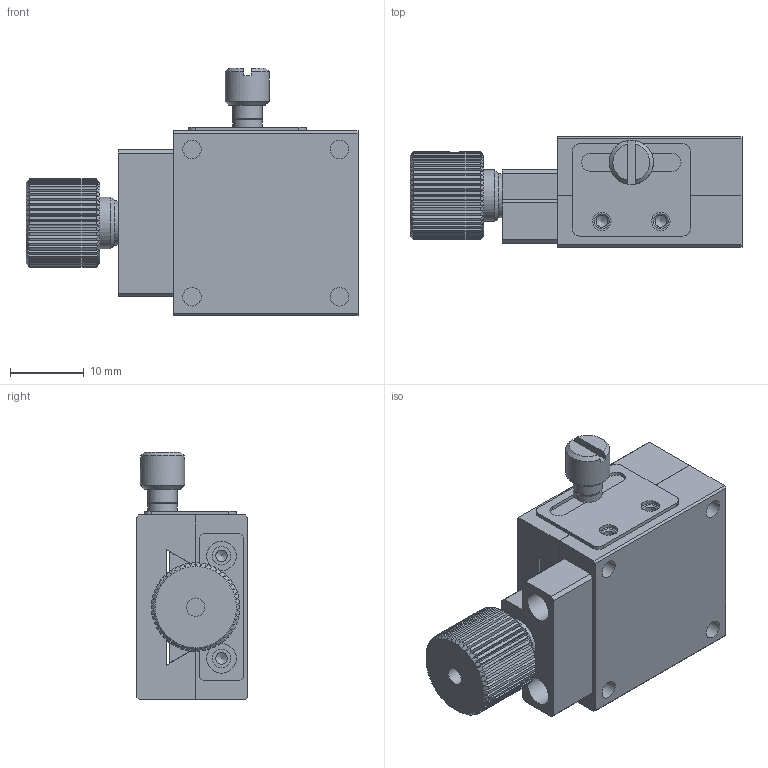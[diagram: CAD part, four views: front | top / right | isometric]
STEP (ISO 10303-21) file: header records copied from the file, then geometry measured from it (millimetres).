
FILE_DESCRIPTION (( 'STEP AP203' ), '1' );
FILE_NAME ('528759.STEP', '2024-10-15T01:17:18', ( 'Windows User' ), ( 'P R C' ), 'SwSTEP 2.0', 'SolidWorks 2020', '' );
FILE_SCHEMA (( 'CONFIG_CONTROL_DESIGN' ));
Length unit declared in the file: millimetre
Products named in the file (1): 528759
Bounding box: 45 x 15 x 33.56 mm (x, y, z)
Volume: 10234 mm3; surface area: 8473.8 mm2
Topology: 3 solids, 4 shells, 460 faces, 1052 edges, 627 vertices
Faces by surface type: plane 198, cone 145, cylinder 116, bspline 1
Full cylindrical faces by diameter (mm): 1.567 x18, 2 x1, 2.013 x1, 2.2 x2, 2.459 x2, 2.5 x10, 3 x2, 4 x8, 4.2 x4, 6 x3, 7 x1
Entity records: 12324 total; most frequent: CARTESIAN_POINT 2704, DIRECTION 1972, ORIENTED_EDGE 1856, EDGE_CURVE 928, AXIS2_PLACEMENT_3D 816, EDGE_LOOP 596, VERTEX_POINT 592, FACE_OUTER_BOUND 512
